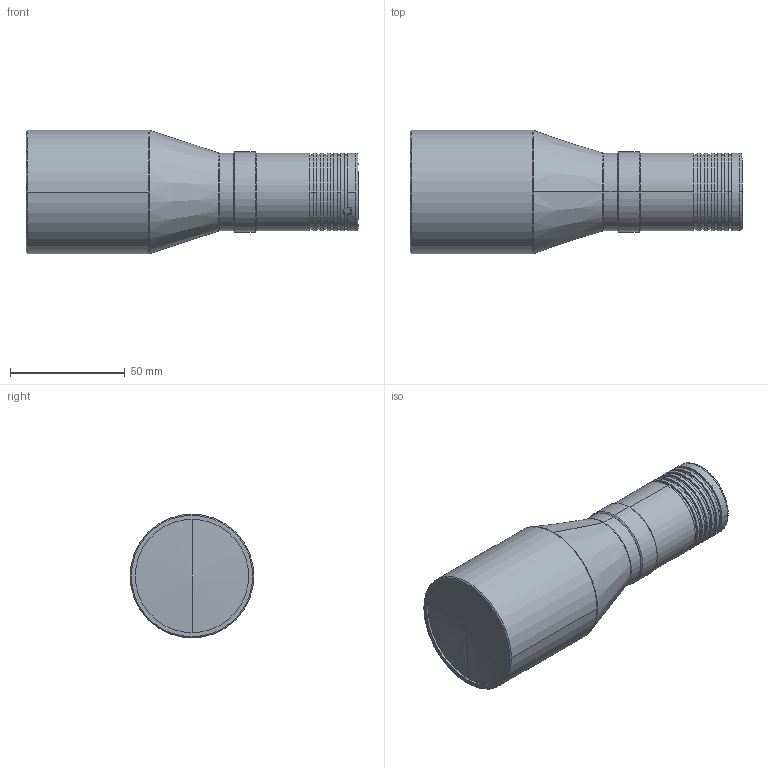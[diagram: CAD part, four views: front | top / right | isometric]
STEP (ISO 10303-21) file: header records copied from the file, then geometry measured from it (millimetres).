
FILE_DESCRIPTION (( 'STEP AP203' ), '1' );
FILE_NAME ('DTCL-36.STEP', '2019-12-02T01:30:55', ( 'Windows 蚚誧' ), ( '' ), 'SwSTEP 2.0', 'SolidWorks 2017', '' );
FILE_SCHEMA (( 'CONFIG_CONTROL_DESIGN' ));
Length unit declared in the file: millimetre
Products named in the file (1): DTCL-36
Bounding box: 144.91 x 54 x 54 mm (x, y, z)
Volume: 223589 mm3; surface area: 24824.8 mm2
Topology: 1 solids, 4 shells, 108 faces, 256 edges, 160 vertices
Faces by surface type: cylinder 58, plane 24, cone 20, bspline 6
Entity records: 3612 total; most frequent: CARTESIAN_POINT 1131, DIRECTION 532, ORIENTED_EDGE 484, EDGE_CURVE 242, AXIS2_PLACEMENT_3D 223, VERTEX_POINT 154, CIRCLE 123, EDGE_LOOP 122
